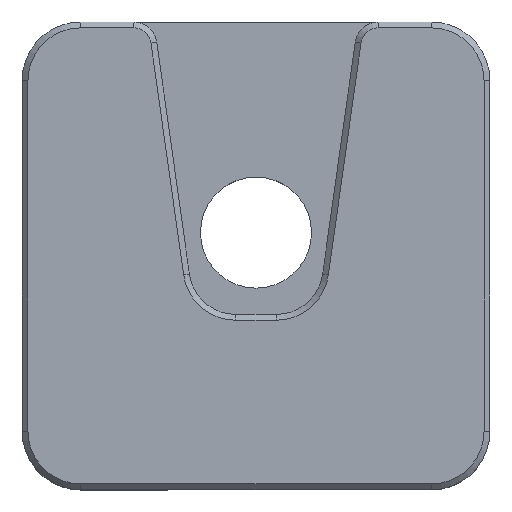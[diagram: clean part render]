
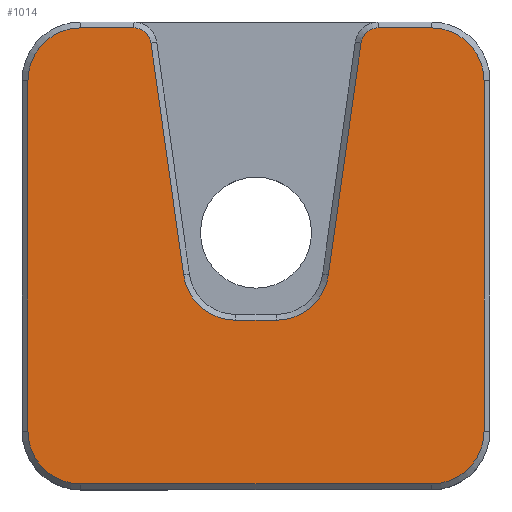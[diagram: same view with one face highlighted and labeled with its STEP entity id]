
A CAD part, top view. The second image highlights one B-rep face of the part: STEP entity #1014.
In plain terms, the highlighted planar face has unit normal (0, 0, 1).
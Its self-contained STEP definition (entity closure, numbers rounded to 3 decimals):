
#1 = PLANE ( 'NONE',  #367 ) ;
#12 = ORIENTED_EDGE ( 'NONE', *, *, #175, .T. ) ;
#25 = CARTESIAN_POINT ( 'NONE',  ( 18.103, -2.544, 21. ) ) ;
#37 = CARTESIAN_POINT ( 'NONE',  ( -18.103, -2.544, 21. ) ) ;
#38 = VECTOR ( 'NONE', #1019, 1000. ) ;
#48 = CIRCLE ( 'NONE', #1427, 9. ) ;
#52 = DIRECTION ( 'NONE',  ( -0.139, 0.99, 0. ) ) ;
#79 = DIRECTION ( 'NONE',  ( -0.139, -0.99, 0. ) ) ;
#87 = VECTOR ( 'NONE', #1006, 1000. ) ;
#91 = LINE ( 'NONE', #740, #142 ) ;
#100 = VERTEX_POINT ( 'NONE', #1057 ) ;
#131 = EDGE_CURVE ( 'NONE', #1539, #1679, #754, .T. ) ;
#142 = VECTOR ( 'NONE', #1190, 1000. ) ;
#150 = LINE ( 'NONE', #1213, #820 ) ;
#153 = EDGE_CURVE ( 'NONE', #1542, #1713, #1698, .T. ) ;
#175 = EDGE_CURVE ( 'NONE', #176, #100, #1105, .T. ) ;
#176 = VERTEX_POINT ( 'NONE', #710 ) ;
#182 = DIRECTION ( 'NONE',  ( -1., 0., 0. ) ) ;
#204 = EDGE_CURVE ( 'NONE', #1713, #1100, #662, .T. ) ;
#230 = ORIENTED_EDGE ( 'NONE', *, *, #1094, .T. ) ;
#237 = CARTESIAN_POINT ( 'NONE',  ( -39., -70., 21. ) ) ;
#247 = EDGE_CURVE ( 'NONE', #1727, #842, #317, .T. ) ;
#271 = DIRECTION ( 'NONE',  ( 0., 0., -1. ) ) ;
#279 = CARTESIAN_POINT ( 'NONE',  ( -30., -79., 21. ) ) ;
#284 = VECTOR ( 'NONE', #52, 1000. ) ;
#310 = DIRECTION ( 'NONE',  ( 0., 0., 1. ) ) ;
#316 = AXIS2_PLACEMENT_3D ( 'NONE', #1553, #717, #445 ) ;
#317 = LINE ( 'NONE', #37, #284 ) ;
#324 = CARTESIAN_POINT ( 'NONE',  ( 0., -1., 21. ) ) ;
#345 = EDGE_CURVE ( 'NONE', #658, #1542, #1131, .T. ) ;
#367 = AXIS2_PLACEMENT_3D ( 'NONE', #568, #1527, #1398 ) ;
#396 = VECTOR ( 'NONE', #79, 1000. ) ;
#401 = ORIENTED_EDGE ( 'NONE', *, *, #1277, .T. ) ;
#408 = ORIENTED_EDGE ( 'NONE', *, *, #682, .T. ) ;
#414 = AXIS2_PLACEMENT_3D ( 'NONE', #808, #1674, #1665 ) ;
#424 = VERTEX_POINT ( 'NONE', #1777 ) ;
#427 = VECTOR ( 'NONE', #1208, 1000. ) ;
#429 = CARTESIAN_POINT ( 'NONE',  ( 30., -79., 21. ) ) ;
#441 = DIRECTION ( 'NONE',  ( 0., 0., 1. ) ) ;
#445 = DIRECTION ( 'NONE',  ( 1., 0., 0. ) ) ;
#460 = EDGE_CURVE ( 'NONE', #424, #1727, #1385, .T. ) ;
#472 = DIRECTION ( 'NONE',  ( 0., 0., 1. ) ) ;
#478 = CARTESIAN_POINT ( 'NONE',  ( -39., -10., 21. ) ) ;
#490 = VECTOR ( 'NONE', #182, 1000. ) ;
#495 = CARTESIAN_POINT ( 'NONE',  ( -30., -10., 21. ) ) ;
#541 = ORIENTED_EDGE ( 'NONE', *, *, #345, .T. ) ;
#543 = EDGE_LOOP ( 'NONE', ( #401, #1109, #958, #1775, #230, #1048, #1207, #787, #541, #1201, #1595, #408, #12, #687, #1460, #1077 ) ) ;
#568 = CARTESIAN_POINT ( 'NONE',  ( 0., 0., 21. ) ) ;
#583 = AXIS2_PLACEMENT_3D ( 'NONE', #495, #1612, #1046 ) ;
#585 = FACE_OUTER_BOUND ( 'NONE', #543, .T. ) ;
#587 = CARTESIAN_POINT ( 'NONE',  ( 0., -51., 21. ) ) ;
#603 = CARTESIAN_POINT ( 'NONE',  ( -12.382, -43.253, 21. ) ) ;
#605 = AXIS2_PLACEMENT_3D ( 'NONE', #1212, #271, #1662 ) ;
#621 = CARTESIAN_POINT ( 'NONE',  ( 20.928, -1., 21. ) ) ;
#643 = EDGE_CURVE ( 'NONE', #100, #424, #1265, .T. ) ;
#658 = VERTEX_POINT ( 'NONE', #730 ) ;
#662 = CIRCLE ( 'NONE', #316, 3. ) ;
#668 = VERTEX_POINT ( 'NONE', #279 ) ;
#677 = CARTESIAN_POINT ( 'NONE',  ( -20.928, -1., 21. ) ) ;
#682 = EDGE_CURVE ( 'NONE', #1100, #176, #1261, .T. ) ;
#687 = ORIENTED_EDGE ( 'NONE', *, *, #643, .T. ) ;
#710 = CARTESIAN_POINT ( 'NONE',  ( 12.382, -43.253, 21. ) ) ;
#713 = EDGE_CURVE ( 'NONE', #1447, #658, #91, .T. ) ;
#717 = DIRECTION ( 'NONE',  ( 0., 0., 1. ) ) ;
#718 = CARTESIAN_POINT ( 'NONE',  ( -39., -70., 21. ) ) ;
#730 = CARTESIAN_POINT ( 'NONE',  ( 39., -10., 21. ) ) ;
#739 = CIRCLE ( 'NONE', #920, 9. ) ;
#740 = CARTESIAN_POINT ( 'NONE',  ( 39., 0., 21. ) ) ;
#741 = CARTESIAN_POINT ( 'NONE',  ( 30., -1., 21. ) ) ;
#754 = CIRCLE ( 'NONE', #583, 9. ) ;
#780 = AXIS2_PLACEMENT_3D ( 'NONE', #1325, #472, #1618 ) ;
#787 = ORIENTED_EDGE ( 'NONE', *, *, #713, .T. ) ;
#808 = CARTESIAN_POINT ( 'NONE',  ( -20.928, -4., 21. ) ) ;
#809 = AXIS2_PLACEMENT_3D ( 'NONE', #1572, #886, #1411 ) ;
#814 = EDGE_CURVE ( 'NONE', #668, #1058, #1470, .T. ) ;
#820 = VECTOR ( 'NONE', #1355, 1000. ) ;
#842 = VERTEX_POINT ( 'NONE', #1652 ) ;
#882 = CARTESIAN_POINT ( 'NONE',  ( -30., -1., 21. ) ) ;
#886 = DIRECTION ( 'NONE',  ( 0., 0., -1. ) ) ;
#920 = AXIS2_PLACEMENT_3D ( 'NONE', #1557, #310, #1108 ) ;
#958 = ORIENTED_EDGE ( 'NONE', *, *, #131, .T. ) ;
#1000 = DIRECTION ( 'NONE',  ( 1., 0., 0. ) ) ;
#1006 = DIRECTION ( 'NONE',  ( 0., -1., 0. ) ) ;
#1014 = ADVANCED_FACE ( 'NONE', ( #585 ), #1, .T. ) ;
#1019 = DIRECTION ( 'NONE',  ( -1., 0., 0. ) ) ;
#1046 = DIRECTION ( 'NONE',  ( 1., 0., 0. ) ) ;
#1048 = ORIENTED_EDGE ( 'NONE', *, *, #814, .T. ) ;
#1057 = CARTESIAN_POINT ( 'NONE',  ( 3.47, -51., 21. ) ) ;
#1058 = VERTEX_POINT ( 'NONE', #429 ) ;
#1074 = EDGE_CURVE ( 'NONE', #1679, #1198, #1405, .T. ) ;
#1077 = ORIENTED_EDGE ( 'NONE', *, *, #247, .T. ) ;
#1094 = EDGE_CURVE ( 'NONE', #1198, #668, #739, .T. ) ;
#1100 = VERTEX_POINT ( 'NONE', #1659 ) ;
#1105 = CIRCLE ( 'NONE', #809, 9. ) ;
#1108 = DIRECTION ( 'NONE',  ( 1., 0., 0. ) ) ;
#1109 = ORIENTED_EDGE ( 'NONE', *, *, #1432, .T. ) ;
#1131 = CIRCLE ( 'NONE', #780, 9. ) ;
#1190 = DIRECTION ( 'NONE',  ( 0., 1., 0. ) ) ;
#1198 = VERTEX_POINT ( 'NONE', #237 ) ;
#1199 = CARTESIAN_POINT ( 'NONE',  ( 30., -79., 21. ) ) ;
#1201 = ORIENTED_EDGE ( 'NONE', *, *, #153, .T. ) ;
#1207 = ORIENTED_EDGE ( 'NONE', *, *, #1584, .T. ) ;
#1208 = DIRECTION ( 'NONE',  ( 1., 0., 0. ) ) ;
#1212 = CARTESIAN_POINT ( 'NONE',  ( -3.47, -42., 21. ) ) ;
#1213 = CARTESIAN_POINT ( 'NONE',  ( 0., -1., 21. ) ) ;
#1253 = CIRCLE ( 'NONE', #414, 3. ) ;
#1261 = LINE ( 'NONE', #25, #396 ) ;
#1265 = LINE ( 'NONE', #587, #490 ) ;
#1277 = EDGE_CURVE ( 'NONE', #842, #1745, #1253, .T. ) ;
#1325 = CARTESIAN_POINT ( 'NONE',  ( 30., -10., 21. ) ) ;
#1355 = DIRECTION ( 'NONE',  ( -1., 0., 0. ) ) ;
#1385 = CIRCLE ( 'NONE', #605, 9. ) ;
#1398 = DIRECTION ( 'NONE',  ( 1., 0., 0. ) ) ;
#1405 = LINE ( 'NONE', #718, #87 ) ;
#1411 = DIRECTION ( 'NONE',  ( 1., 0., 0. ) ) ;
#1427 = AXIS2_PLACEMENT_3D ( 'NONE', #1687, #441, #1000 ) ;
#1432 = EDGE_CURVE ( 'NONE', #1745, #1539, #150, .T. ) ;
#1447 = VERTEX_POINT ( 'NONE', #1789 ) ;
#1460 = ORIENTED_EDGE ( 'NONE', *, *, #460, .T. ) ;
#1470 = LINE ( 'NONE', #1199, #427 ) ;
#1527 = DIRECTION ( 'NONE',  ( 0., 0., 1. ) ) ;
#1539 = VERTEX_POINT ( 'NONE', #882 ) ;
#1542 = VERTEX_POINT ( 'NONE', #741 ) ;
#1553 = CARTESIAN_POINT ( 'NONE',  ( 20.928, -4., 21. ) ) ;
#1557 = CARTESIAN_POINT ( 'NONE',  ( -30., -70., 21. ) ) ;
#1572 = CARTESIAN_POINT ( 'NONE',  ( 3.47, -42., 21. ) ) ;
#1584 = EDGE_CURVE ( 'NONE', #1058, #1447, #48, .T. ) ;
#1595 = ORIENTED_EDGE ( 'NONE', *, *, #204, .T. ) ;
#1612 = DIRECTION ( 'NONE',  ( 0., 0., 1. ) ) ;
#1618 = DIRECTION ( 'NONE',  ( 1., 0., 0. ) ) ;
#1652 = CARTESIAN_POINT ( 'NONE',  ( -17.957, -3.582, 21. ) ) ;
#1659 = CARTESIAN_POINT ( 'NONE',  ( 17.957, -3.582, 21. ) ) ;
#1662 = DIRECTION ( 'NONE',  ( 1., 0., 0. ) ) ;
#1665 = DIRECTION ( 'NONE',  ( 1., 0., 0. ) ) ;
#1674 = DIRECTION ( 'NONE',  ( 0., 0., 1. ) ) ;
#1679 = VERTEX_POINT ( 'NONE', #478 ) ;
#1687 = CARTESIAN_POINT ( 'NONE',  ( 30., -70., 21. ) ) ;
#1698 = LINE ( 'NONE', #324, #38 ) ;
#1713 = VERTEX_POINT ( 'NONE', #621 ) ;
#1727 = VERTEX_POINT ( 'NONE', #603 ) ;
#1745 = VERTEX_POINT ( 'NONE', #677 ) ;
#1775 = ORIENTED_EDGE ( 'NONE', *, *, #1074, .T. ) ;
#1777 = CARTESIAN_POINT ( 'NONE',  ( -3.47, -51., 21. ) ) ;
#1789 = CARTESIAN_POINT ( 'NONE',  ( 39., -70., 21. ) ) ;
